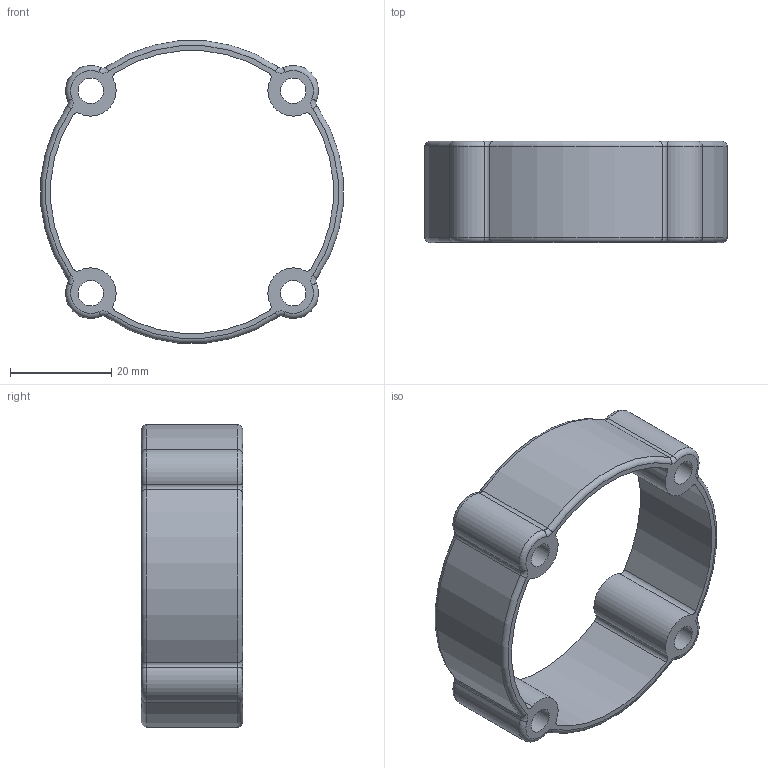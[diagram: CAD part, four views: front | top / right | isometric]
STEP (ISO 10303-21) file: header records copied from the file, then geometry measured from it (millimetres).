
FILE_DESCRIPTION(/* description */ (''),/* implementation_level */ '2;1');
FILE_NAME(/* name */ 'Component4.step',/* time_stamp */ '2018-01-29T15:48:54+01:00',/* author */ (''),/* organization */ (''),/* preprocessor_version */ 'ST-DEVELOPER v16.13',/* originating_system */ 'Autodesk Translation Framework v6.5.0.72',/* authorisation */ '');
FILE_SCHEMA (('AUTOMOTIVE_DESIGN { 1 0 10303 214 3 1 1 }'));
Length unit declared in the file: millimetre
Products named in the file (1): FusionComponent
Bounding box: 59.78 x 20 x 59.78 mm (x, y, z)
Volume: 10359.7 mm3; surface area: 9946.9 mm2
Topology: 1 solids, 1 shells, 70 faces, 172 edges, 104 vertices
Faces by surface type: cylinder 36, torus 32, plane 2
Full cylindrical faces by diameter (mm): 5 x4
Entity records: 2176 total; most frequent: DIRECTION 450, CARTESIAN_POINT 347, ORIENTED_EDGE 344, AXIS2_PLACEMENT_3D 207, EDGE_CURVE 172, CIRCLE 136, VERTEX_POINT 104, EDGE_LOOP 80
